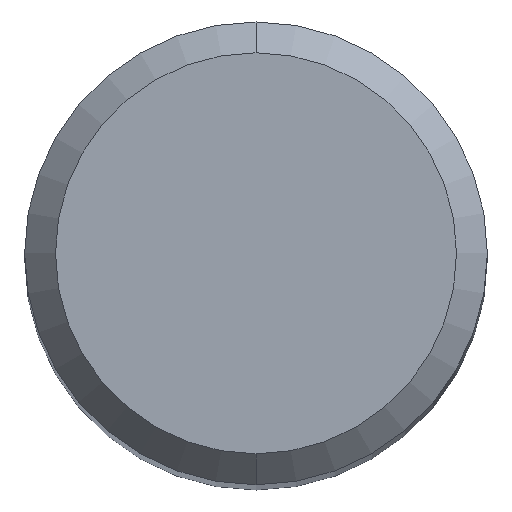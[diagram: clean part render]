
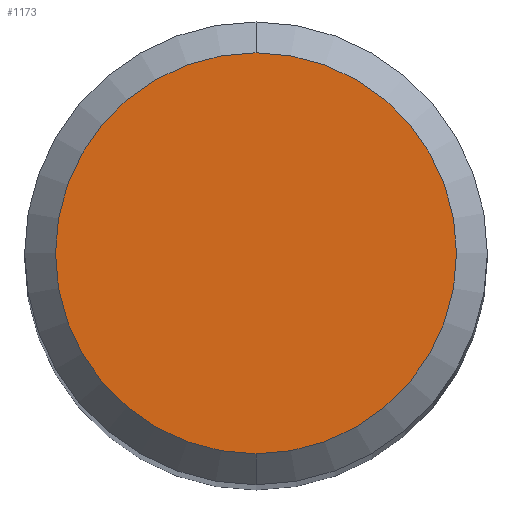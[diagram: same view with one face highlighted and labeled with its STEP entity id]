
A CAD part, top view. The second image highlights one B-rep face of the part: STEP entity #1173.
In plain terms, the highlighted planar face has unit normal (0, 0, 1).
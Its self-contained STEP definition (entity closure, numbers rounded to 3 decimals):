
#879=VERTEX_POINT('',#1766);
#969=VERTEX_POINT('',#1865);
#1021=EDGE_CURVE('',#879,#969,#1920,.T.);
#1121=EDGE_CURVE('',#969,#879,#2032,.T.);
#1173=ADVANCED_FACE('',(#2085),#2086,.T.);
#1766=CARTESIAN_POINT('',(0.,-2.6,0.0));
#1865=CARTESIAN_POINT('',(0.0,2.6,0.0));
#1920=CIRCLE('',#5650,2.6);
#2032=CIRCLE('',#6299,2.6);
#2085=FACE_OUTER_BOUND('',#6458,.T.);
#2086=PLANE('',#6459);
#5650=AXIS2_PLACEMENT_3D('',#7749,#7750,#7751);
#6299=AXIS2_PLACEMENT_3D('',#7866,#7867,#7868);
#6458=EDGE_LOOP('',(#7910,#7911));
#6459=AXIS2_PLACEMENT_3D('',#7912,#7913,#7914);
#7749=CARTESIAN_POINT('',(0.0,0.0,0.0));
#7750=DIRECTION('',(0.0,0.0,-1.0));
#7751=DIRECTION('',(0.0,1.0,0.0));
#7866=CARTESIAN_POINT('',(0.0,0.0,0.0));
#7867=DIRECTION('',(0.0,0.0,-1.0));
#7868=DIRECTION('',(0.0,1.0,0.0));
#7910=ORIENTED_EDGE('',*,*,#1121,.F.);
#7911=ORIENTED_EDGE('',*,*,#1021,.F.);
#7912=CARTESIAN_POINT('',(0.0,1.3,0.0));
#7913=DIRECTION('',(-0.0,0.0,1.0));
#7914=DIRECTION('',(0.0,-1.0,0.0));
